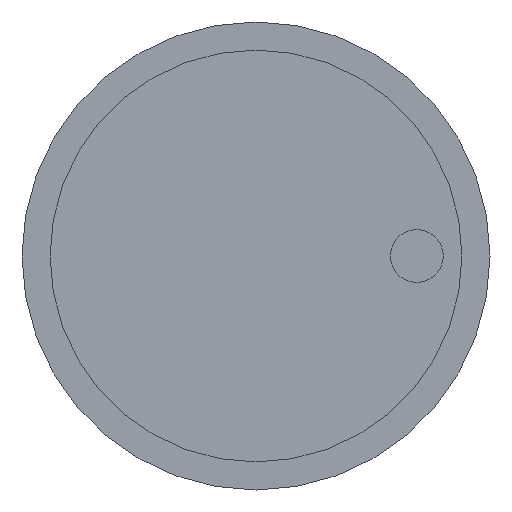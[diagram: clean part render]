
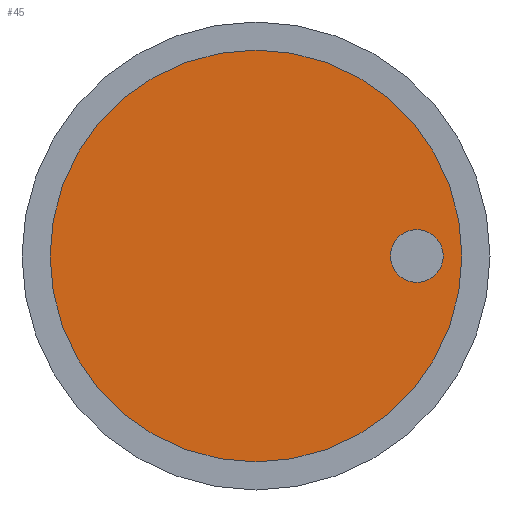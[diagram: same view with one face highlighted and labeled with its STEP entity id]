
A CAD part, front view. The second image highlights one B-rep face of the part: STEP entity #45.
In plain terms, the highlighted planar face has unit normal (0, -1, 0).
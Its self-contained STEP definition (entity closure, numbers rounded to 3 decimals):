
#45 = ADVANCED_FACE( '', ( #96, #97 ), #98, .F. );
#96 = FACE_BOUND( '', #187, .T. );
#97 = FACE_OUTER_BOUND( '', #188, .T. );
#98 = PLANE( '', #189 );
#187 = EDGE_LOOP( '', ( #243 ) );
#188 = EDGE_LOOP( '', ( #244 ) );
#189 = AXIS2_PLACEMENT_3D( '', #245, #246, #247 );
#243 = ORIENTED_EDGE( '', *, *, #306, .F. );
#244 = ORIENTED_EDGE( '', *, *, #307, .T. );
#245 = CARTESIAN_POINT( '', ( 35.2, -2., 0. ) );
#246 = DIRECTION( '', ( 0., 1., 0. ) );
#247 = DIRECTION( '', ( 0., 0., 1. ) );
#306 = EDGE_CURVE( '', #338, #338, #339, .F. );
#307 = EDGE_CURVE( '', #340, #340, #341, .T. );
#338 = VERTEX_POINT( '', #375 );
#339 = CIRCLE( '', #376, 4.5 );
#340 = VERTEX_POINT( '', #377 );
#341 = CIRCLE( '', #378, 35.2 );
#375 = CARTESIAN_POINT( '', ( 27.5, -2., 4.5 ) );
#376 = AXIS2_PLACEMENT_3D( '', #414, #415, #416 );
#377 = CARTESIAN_POINT( '', ( 0., -2., -35.2 ) );
#378 = AXIS2_PLACEMENT_3D( '', #417, #418, #419 );
#414 = CARTESIAN_POINT( '', ( 27.5, -2., 0. ) );
#415 = DIRECTION( '', ( 0., 1., 0. ) );
#416 = DIRECTION( '', ( 0., 0., 1. ) );
#417 = CARTESIAN_POINT( '', ( 0., -2., 0. ) );
#418 = DIRECTION( '', ( 0., -1., 0. ) );
#419 = DIRECTION( '', ( 0., 0., -1. ) );
